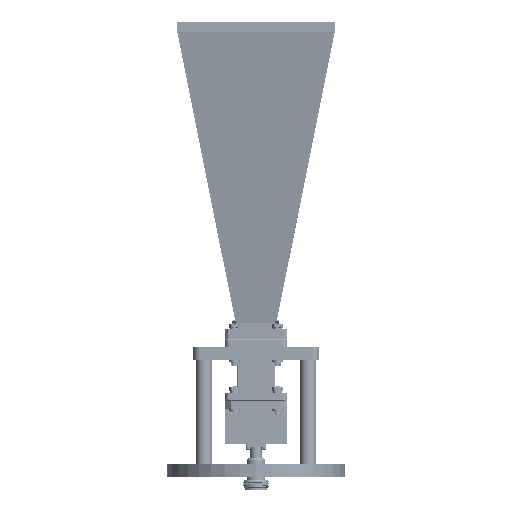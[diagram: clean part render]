
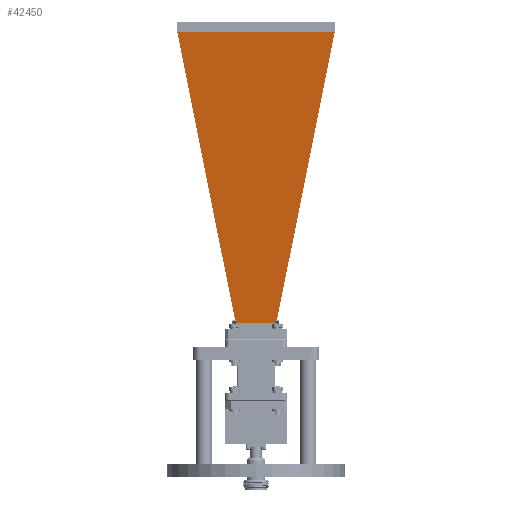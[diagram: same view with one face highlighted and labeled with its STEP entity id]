
A CAD part, top view. The second image highlights one B-rep face of the part: STEP entity #42450.
In plain terms, the highlighted face is planar.
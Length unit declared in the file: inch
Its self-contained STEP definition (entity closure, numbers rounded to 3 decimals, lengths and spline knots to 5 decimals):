
#1980 = LINE ( 'NONE', #2304, #26154 ) ;
#2304 = CARTESIAN_POINT ( 'NONE',  ( -0.30561, 0., 1.95904 ) ) ;
#2421 = EDGE_CURVE ( 'NONE', #53878, #13310, #31286, .T. ) ;
#4815 = EDGE_CURVE ( 'NONE', #13310, #61469, #14107, .T. ) ;
#5892 = PLANE ( 'NONE',  #35294 ) ;
#5896 = CARTESIAN_POINT ( 'NONE',  ( -0.30561, 0.49356, 1.95904 ) ) ;
#6605 = LINE ( 'NONE', #16814, #47923 ) ;
#10825 = DIRECTION ( 'NONE',  ( -0.159, 0., 0.987 ) ) ;
#11153 = FACE_OUTER_BOUND ( 'NONE', #41979, .T. ) ;
#12287 = ORIENTED_EDGE ( 'NONE', *, *, #2421, .T. ) ;
#13310 = VERTEX_POINT ( 'NONE', #52280 ) ;
#14107 = LINE ( 'NONE', #28994, #42628 ) ;
#16814 = CARTESIAN_POINT ( 'NONE',  ( -0.30561, -0.49356, 1.95904 ) ) ;
#18287 = VECTOR ( 'NONE', #52778, 39.37008 ) ;
#18763 = ORIENTED_EDGE ( 'NONE', *, *, #4815, .T. ) ;
#23740 = ORIENTED_EDGE ( 'NONE', *, *, #41615, .T. ) ;
#24031 = DIRECTION ( 'NONE',  ( 0.156, -0.194, -0.968 ) ) ;
#26154 = VECTOR ( 'NONE', #27096, 39.37008 ) ;
#27096 = DIRECTION ( 'NONE',  ( 0., -1., 0. ) ) ;
#27647 = VERTEX_POINT ( 'NONE', #40046 ) ;
#28994 = CARTESIAN_POINT ( 'NONE',  ( -1.44077, 1.90525, 8.99933 ) ) ;
#31286 = LINE ( 'NONE', #37563, #18287 ) ;
#35294 = AXIS2_PLACEMENT_3D ( 'NONE', #52177, #36638, #10825 ) ;
#36638 = DIRECTION ( 'NONE',  ( -0.987, 0., -0.159 ) ) ;
#37563 = CARTESIAN_POINT ( 'NONE',  ( -1.44077, 0., 8.99933 ) ) ;
#40046 = CARTESIAN_POINT ( 'NONE',  ( -0.30561, -0.49356, 1.95904 ) ) ;
#41615 = EDGE_CURVE ( 'NONE', #27647, #53878, #6605, .T. ) ;
#41979 = EDGE_LOOP ( 'NONE', ( #60950, #23740, #12287, #18763 ) ) ;
#42450 = ADVANCED_FACE ( 'NONE', ( #11153 ), #5892, .T. ) ;
#42628 = VECTOR ( 'NONE', #24031, 39.37008 ) ;
#47138 = CARTESIAN_POINT ( 'NONE',  ( -1.44077, -1.90525, 8.99933 ) ) ;
#47923 = VECTOR ( 'NONE', #57846, 39.37008 ) ;
#52177 = CARTESIAN_POINT ( 'NONE',  ( -0.8906, 0., 5.5872 ) ) ;
#52280 = CARTESIAN_POINT ( 'NONE',  ( -1.44077, 1.90525, 8.99933 ) ) ;
#52778 = DIRECTION ( 'NONE',  ( 0., 1., 0. ) ) ;
#53878 = VERTEX_POINT ( 'NONE', #47138 ) ;
#57846 = DIRECTION ( 'NONE',  ( -0.156, -0.194, 0.968 ) ) ;
#60950 = ORIENTED_EDGE ( 'NONE', *, *, #63681, .T. ) ;
#61469 = VERTEX_POINT ( 'NONE', #5896 ) ;
#63681 = EDGE_CURVE ( 'NONE', #61469, #27647, #1980, .T. ) ;
